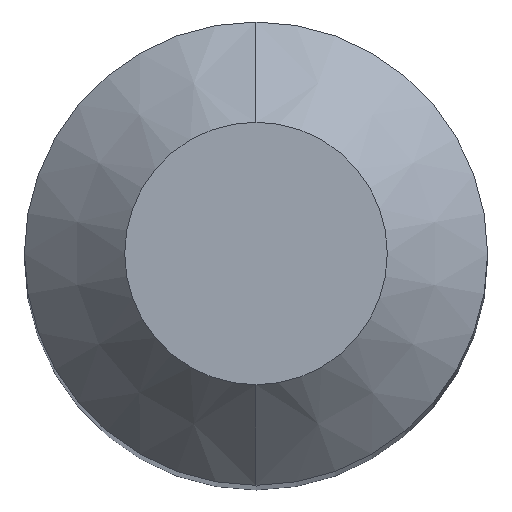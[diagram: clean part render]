
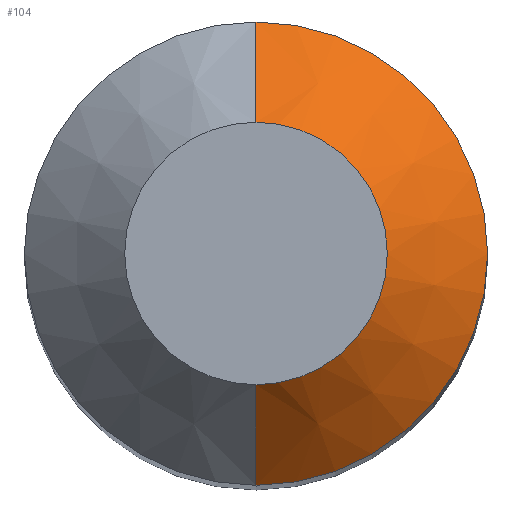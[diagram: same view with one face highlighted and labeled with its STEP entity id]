
A CAD part, top view. The second image highlights one B-rep face of the part: STEP entity #104.
In plain terms, the highlighted conical face has half-angle 45 degrees and reference radius 2.35 mm.
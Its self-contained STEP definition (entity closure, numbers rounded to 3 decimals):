
#104=ADVANCED_FACE('',(#194),#195,.T.);
#194=FACE_OUTER_BOUND('',#298,.T.);
#195=CONICAL_SURFACE('',#299,2.35,0.785);
#298=EDGE_LOOP('',(#402,#403,#404,#405));
#299=AXIS2_PLACEMENT_3D('',#406,#407,#408);
#402=ORIENTED_EDGE('',*,*,#511,.F.);
#403=ORIENTED_EDGE('',*,*,#512,.T.);
#404=ORIENTED_EDGE('',*,*,#513,.F.);
#405=ORIENTED_EDGE('',*,*,#508,.F.);
#406=CARTESIAN_POINT('',(0.,0.0,35.35));
#407=DIRECTION('',(0.,-0.0,-1.0));
#408=DIRECTION('',(0.0,1.0,0.0));
#508=EDGE_CURVE('',#577,#579,#580,.T.);
#511=EDGE_CURVE('',#583,#577,#584,.T.);
#512=EDGE_CURVE('',#583,#585,#586,.T.);
#513=EDGE_CURVE('',#579,#585,#587,.T.);
#577=VERTEX_POINT('',#645);
#579=VERTEX_POINT('',#648);
#580=CIRCLE('',#649,3.0);
#583=VERTEX_POINT('',#653);
#584=LINE('',#654,#655);
#585=VERTEX_POINT('',#656);
#586=CIRCLE('',#657,1.7);
#587=LINE('',#658,#659);
#645=CARTESIAN_POINT('',(0.,3.0,34.7));
#648=CARTESIAN_POINT('',(0.,-3.0,34.7));
#649=AXIS2_PLACEMENT_3D('',#707,#708,#709);
#653=CARTESIAN_POINT('',(0.,1.7,36.0));
#654=CARTESIAN_POINT('',(0.,2.35,35.35));
#655=VECTOR('',#711,1.0);
#656=CARTESIAN_POINT('',(0.,-1.7,36.0));
#657=AXIS2_PLACEMENT_3D('',#712,#713,#714);
#658=CARTESIAN_POINT('',(0.,-2.35,35.35));
#659=VECTOR('',#715,1.0);
#707=CARTESIAN_POINT('',(0.,0.0,34.7));
#708=DIRECTION('',(0.,0.0,-1.0));
#709=DIRECTION('',(0.0,1.0,0.0));
#711=DIRECTION('',(0.,0.707,-0.707));
#712=CARTESIAN_POINT('',(0.,0.0,36.0));
#713=DIRECTION('',(0.,0.0,-1.0));
#714=DIRECTION('',(0.0,1.0,0.0));
#715=DIRECTION('',(0.,0.707,0.707));
